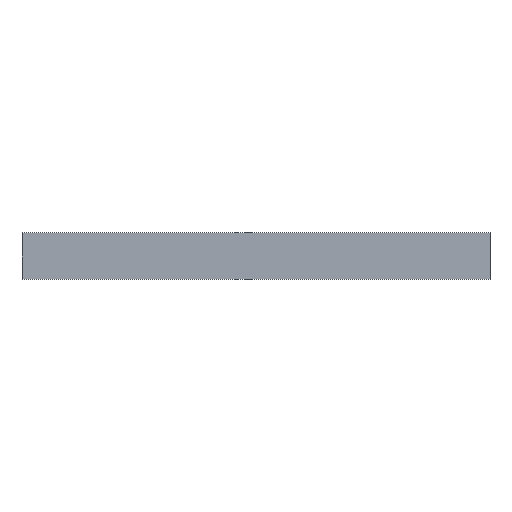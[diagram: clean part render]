
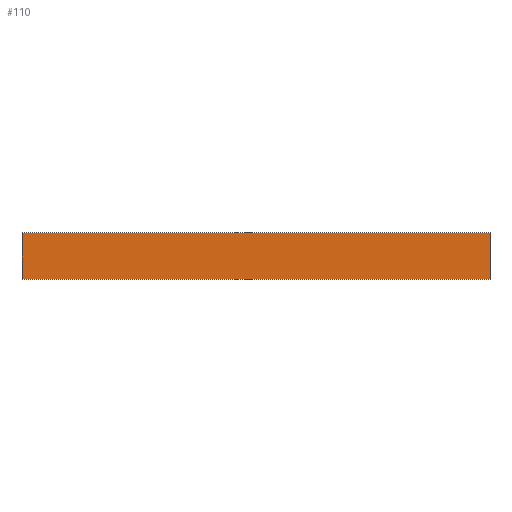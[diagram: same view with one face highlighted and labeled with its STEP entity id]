
A CAD part, top view. The second image highlights one B-rep face of the part: STEP entity #110.
In plain terms, the highlighted planar face has unit normal (0, 0, 1).
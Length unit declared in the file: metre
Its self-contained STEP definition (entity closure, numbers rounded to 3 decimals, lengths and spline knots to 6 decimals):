
#36=ORIENTED_EDGE('',*,*,#46,.F.);
#37=ORIENTED_EDGE('',*,*,#50,.T.);
#38=ORIENTED_EDGE('',*,*,#53,.T.);
#39=ORIENTED_EDGE('',*,*,#55,.F.);
#46=EDGE_CURVE('',#58,#59,#66,.T.);
#50=EDGE_CURVE('',#58,#61,#70,.T.);
#53=EDGE_CURVE('',#61,#63,#73,.T.);
#55=EDGE_CURVE('',#59,#63,#75,.T.);
#58=VERTEX_POINT('',#163);
#59=VERTEX_POINT('',#165);
#61=VERTEX_POINT('',#171);
#63=VERTEX_POINT('',#177);
#66=LINE('',#164,#78);
#70=LINE('',#172,#82);
#73=LINE('',#178,#85);
#75=LINE('',#181,#87);
#78=VECTOR('',#137,1.);
#82=VECTOR('',#143,1.);
#85=VECTOR('',#148,1.);
#87=VECTOR('',#152,1.);
#92=EDGE_LOOP('',(#36,#37,#38,#39));
#98=FACE_BOUND('',#92,.T.);
#104=PLANE('',#129);
#110=ADVANCED_FACE('',(#98),#104,.T.);
#129=AXIS2_PLACEMENT_3D('',#182,#153,#154);
#137=DIRECTION('',(1.,0.,0.));
#143=DIRECTION('',(0.,-1.,0.));
#148=DIRECTION('',(1.,0.,0.));
#152=DIRECTION('',(0.,-1.,0.));
#153=DIRECTION('',(0.,0.,1.));
#154=DIRECTION('',(1.,0.,0.));
#163=CARTESIAN_POINT('',(-0.010767,0.007057,0.001));
#164=CARTESIAN_POINT('',(0.069233,0.007057,0.001));
#165=CARTESIAN_POINT('',(0.149233,0.007057,0.001));
#171=CARTESIAN_POINT('',(-0.010767,-0.008943,0.001));
#172=CARTESIAN_POINT('',(-0.010767,-0.000943,0.001));
#177=CARTESIAN_POINT('',(0.149233,-0.008943,0.001));
#178=CARTESIAN_POINT('',(0.069233,-0.008943,0.001));
#181=CARTESIAN_POINT('',(0.149233,-0.000943,0.001));
#182=CARTESIAN_POINT('',(0.069233,-0.000943,0.001));
